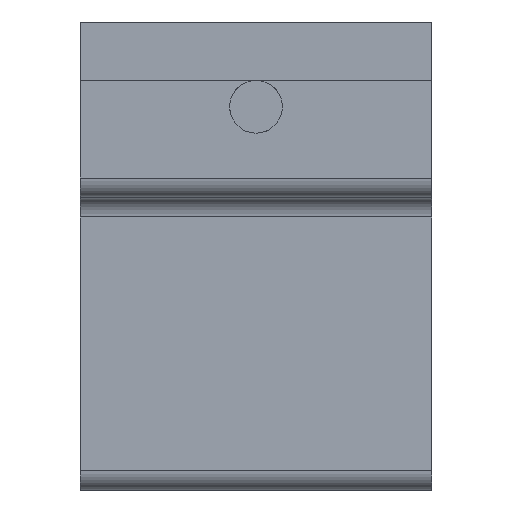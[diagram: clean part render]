
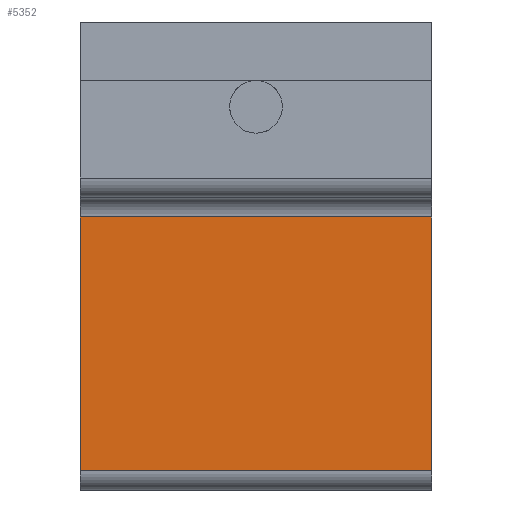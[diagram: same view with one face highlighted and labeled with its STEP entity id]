
A CAD part, left-side view. The second image highlights one B-rep face of the part: STEP entity #5352.
In plain terms, the highlighted planar face has unit normal (-1, 0, 0).
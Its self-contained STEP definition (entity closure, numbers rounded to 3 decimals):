
#838=FACE_OUTER_BOUND('',#1157,.T.);
#1157=EDGE_LOOP('',(#4744,#4745,#4746,#4747));
#1523=LINE('',#9075,#1986);
#1622=LINE('',#9392,#2085);
#1629=LINE('',#9405,#2092);
#1631=LINE('',#9408,#2094);
#1986=VECTOR('',#7306,10.);
#2085=VECTOR('',#7591,10.);
#2092=VECTOR('',#7606,10.);
#2094=VECTOR('',#7610,10.);
#2462=VERTEX_POINT('',#9072);
#2463=VERTEX_POINT('',#9074);
#2587=VERTEX_POINT('',#9389);
#2588=VERTEX_POINT('',#9391);
#3183=EDGE_CURVE('',#2463,#2462,#1523,.T.);
#3345=EDGE_CURVE('',#2588,#2587,#1622,.T.);
#3353=EDGE_CURVE('',#2587,#2463,#1629,.T.);
#3355=EDGE_CURVE('',#2462,#2588,#1631,.T.);
#4744=ORIENTED_EDGE('',*,*,#3353,.T.);
#4745=ORIENTED_EDGE('',*,*,#3183,.T.);
#4746=ORIENTED_EDGE('',*,*,#3355,.T.);
#4747=ORIENTED_EDGE('',*,*,#3345,.T.);
#5049=PLANE('',#5979);
#5352=ADVANCED_FACE('',(#838),#5049,.F.);
#5979=AXIS2_PLACEMENT_3D('',#9407,#7608,#7609);
#7306=DIRECTION('',(0.,0.,1.));
#7591=DIRECTION('',(0.,0.,-1.));
#7606=DIRECTION('',(0.,-1.,0.));
#7608=DIRECTION('center_axis',(1.,0.,0.));
#7609=DIRECTION('ref_axis',(0.,1.,0.));
#7610=DIRECTION('',(0.,1.,0.));
#9072=CARTESIAN_POINT('',(-39.,-9.,20.));
#9074=CARTESIAN_POINT('',(-39.,-9.,7.));
#9075=CARTESIAN_POINT('',(-39.,-9.,3.));
#9389=CARTESIAN_POINT('',(-39.,9.,7.));
#9391=CARTESIAN_POINT('',(-39.,9.,20.));
#9392=CARTESIAN_POINT('',(-39.,9.,3.));
#9405=CARTESIAN_POINT('',(-39.,-4.5,7.));
#9407=CARTESIAN_POINT('Origin',(-39.,-9.,6.));
#9408=CARTESIAN_POINT('',(-39.,-4.5,20.));
